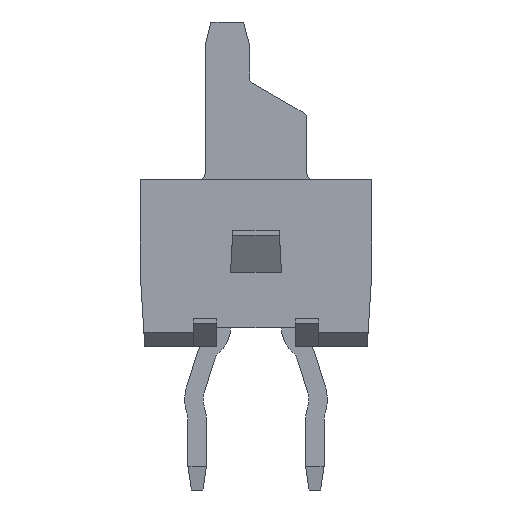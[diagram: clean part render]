
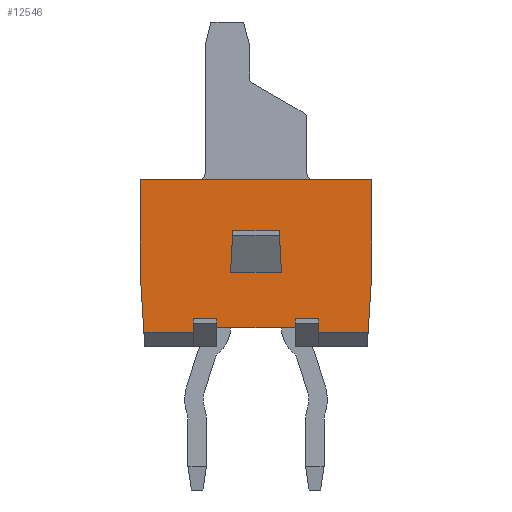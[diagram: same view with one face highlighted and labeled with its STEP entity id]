
A CAD part, front view. The second image highlights one B-rep face of the part: STEP entity #12546.
In plain terms, the highlighted face is planar.
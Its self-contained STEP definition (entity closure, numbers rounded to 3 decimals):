
#1132=ORIENTED_EDGE('',*,*,#3371,.T.);
#1133=ORIENTED_EDGE('',*,*,#3365,.T.);
#1134=ORIENTED_EDGE('',*,*,#3303,.F.);
#1135=ORIENTED_EDGE('',*,*,#3454,.T.);
#1136=ORIENTED_EDGE('',*,*,#3299,.F.);
#1137=ORIENTED_EDGE('',*,*,#3352,.F.);
#1138=ORIENTED_EDGE('',*,*,#3354,.T.);
#1139=ORIENTED_EDGE('',*,*,#3468,.T.);
#1140=ORIENTED_EDGE('',*,*,#3344,.F.);
#1141=ORIENTED_EDGE('',*,*,#3500,.F.);
#1142=ORIENTED_EDGE('',*,*,#3503,.F.);
#1143=ORIENTED_EDGE('',*,*,#3484,.T.);
#1144=ORIENTED_EDGE('',*,*,#3471,.T.);
#1145=ORIENTED_EDGE('',*,*,#3483,.T.);
#1146=ORIENTED_EDGE('',*,*,#3389,.T.);
#1147=ORIENTED_EDGE('',*,*,#3391,.T.);
#1148=ORIENTED_EDGE('',*,*,#3388,.F.);
#1149=ORIENTED_EDGE('',*,*,#3337,.F.);
#3299=EDGE_CURVE('',#4564,#4565,#5397,.T.);
#3303=EDGE_CURVE('',#4567,#4568,#5401,.T.);
#3337=EDGE_CURVE('',#4581,#4582,#5435,.T.);
#3344=EDGE_CURVE('',#4587,#4588,#5442,.T.);
#3352=EDGE_CURVE('',#4591,#4564,#5450,.T.);
#3354=EDGE_CURVE('',#4591,#4592,#5452,.T.);
#3365=EDGE_CURVE('',#4599,#4568,#5463,.T.);
#3371=EDGE_CURVE('',#4602,#4599,#5469,.T.);
#3388=EDGE_CURVE('',#4582,#4611,#5486,.T.);
#3389=EDGE_CURVE('',#4581,#4612,#5487,.T.);
#3391=EDGE_CURVE('',#4612,#4611,#5489,.T.);
#3454=EDGE_CURVE('',#4567,#4565,#5552,.T.);
#3468=EDGE_CURVE('',#4592,#4588,#5566,.T.);
#3471=EDGE_CURVE('',#4664,#4663,#5569,.T.);
#3483=EDGE_CURVE('',#4663,#4602,#5579,.T.);
#3484=EDGE_CURVE('',#4668,#4664,#5580,.T.);
#3500=EDGE_CURVE('',#4680,#4587,#5590,.T.);
#3503=EDGE_CURVE('',#4668,#4680,#5593,.T.);
#4564=VERTEX_POINT('',#16948);
#4565=VERTEX_POINT('',#16950);
#4567=VERTEX_POINT('',#16956);
#4568=VERTEX_POINT('',#16958);
#4581=VERTEX_POINT('',#17017);
#4582=VERTEX_POINT('',#17019);
#4587=VERTEX_POINT('',#17031);
#4588=VERTEX_POINT('',#17033);
#4591=VERTEX_POINT('',#17046);
#4592=VERTEX_POINT('',#17050);
#4599=VERTEX_POINT('',#17074);
#4602=VERTEX_POINT('',#17086);
#4611=VERTEX_POINT('',#17118);
#4612=VERTEX_POINT('',#17122);
#4663=VERTEX_POINT('',#17262);
#4664=VERTEX_POINT('',#17264);
#4668=VERTEX_POINT('',#17291);
#4680=VERTEX_POINT('',#17324);
#5397=LINE('',#16949,#6397);
#5401=LINE('',#16957,#6401);
#5435=LINE('',#17018,#6435);
#5442=LINE('',#17032,#6442);
#5450=LINE('',#17047,#6450);
#5452=LINE('',#17051,#6452);
#5463=LINE('',#17073,#6463);
#5469=LINE('',#17085,#6469);
#5486=LINE('',#17119,#6486);
#5487=LINE('',#17121,#6487);
#5489=LINE('',#17125,#6489);
#5552=LINE('',#17242,#6552);
#5566=LINE('',#17257,#6566);
#5569=LINE('',#17263,#6569);
#5579=LINE('',#17286,#6579);
#5580=LINE('',#17290,#6580);
#5590=LINE('',#17323,#6590);
#5593=LINE('',#17329,#6593);
#6397=VECTOR('',#14203,1000.);
#6401=VECTOR('',#14209,1000.);
#6435=VECTOR('',#14269,1000.);
#6442=VECTOR('',#14278,1000.);
#6450=VECTOR('',#14292,1000.);
#6452=VECTOR('',#14296,1000.);
#6463=VECTOR('',#14317,1000.);
#6469=VECTOR('',#14329,1000.);
#6486=VECTOR('',#14360,1000.);
#6487=VECTOR('',#14363,1000.);
#6489=VECTOR('',#14367,1000.);
#6552=VECTOR('',#14438,1000.);
#6566=VECTOR('',#14454,1000.);
#6569=VECTOR('',#14461,1000.);
#6579=VECTOR('',#14489,1000.);
#6580=VECTOR('',#14496,1000.);
#6590=VECTOR('',#14528,1000.);
#6593=VECTOR('',#14533,1000.);
#7366=EDGE_LOOP('',(#1132,#1133,#1134,#1135,#1136,#1137,#1138,#1139,#1140,
#1141,#1142,#1143,#1144,#1145));
#7367=EDGE_LOOP('',(#1146,#1147,#1148,#1149));
#7936=FACE_BOUND('',#7366,.T.);
#7937=FACE_BOUND('',#7367,.T.);
#8461=PLANE('',#13151);
#12546=ADVANCED_FACE('',(#7936,#7937),#8461,.F.);
#13151=AXIS2_PLACEMENT_3D('',#17328,#14531,#14532);
#14203=DIRECTION('',(0.,0.,-1.));
#14209=DIRECTION('',(0.,0.,1.));
#14269=DIRECTION('',(0.,1.,0.));
#14278=DIRECTION('',(0.,0.062,-0.998));
#14292=DIRECTION('',(0.,1.,0.));
#14296=DIRECTION('',(0.,0.,-1.));
#14317=DIRECTION('',(0.,-1.,0.));
#14329=DIRECTION('',(0.,0.,1.));
#14360=DIRECTION('',(0.,0.055,-0.998));
#14363=DIRECTION('',(0.,-0.055,-0.998));
#14367=DIRECTION('',(0.,1.,0.));
#14438=DIRECTION('',(0.,-1.,0.));
#14454=DIRECTION('',(0.,-1.,0.));
#14461=DIRECTION('',(0.,-0.062,-0.998));
#14489=DIRECTION('',(0.,-1.,0.));
#14496=DIRECTION('',(0.,0.,-1.));
#14528=DIRECTION('',(0.,0.,-1.));
#14531=DIRECTION('',(1.,0.,0.));
#14532=DIRECTION('',(0.,0.,-1.));
#14533=DIRECTION('',(0.,-1.,0.));
#16948=CARTESIAN_POINT('',(-7.365,-0.85,0.6));
#16949=CARTESIAN_POINT('',(-7.365,-0.85,0.6));
#16950=CARTESIAN_POINT('',(-7.365,-0.85,0.4));
#16956=CARTESIAN_POINT('',(-7.365,0.85,0.4));
#16957=CARTESIAN_POINT('',(-7.365,0.85,0.3));
#16958=CARTESIAN_POINT('',(-7.365,0.85,0.6));
#17017=CARTESIAN_POINT('',(-7.365,-0.5,2.5));
#17018=CARTESIAN_POINT('',(-7.365,-0.55,2.5));
#17019=CARTESIAN_POINT('',(-7.365,0.5,2.5));
#17031=CARTESIAN_POINT('',(-7.365,-2.5,1.6));
#17032=CARTESIAN_POINT('',(-7.365,-2.605,3.281));
#17033=CARTESIAN_POINT('',(-7.365,-2.419,0.3));
#17046=CARTESIAN_POINT('',(-7.365,-1.35,0.6));
#17047=CARTESIAN_POINT('',(-7.365,-1.35,0.6));
#17050=CARTESIAN_POINT('',(-7.365,-1.35,0.3));
#17051=CARTESIAN_POINT('',(-7.365,-1.35,0.6));
#17073=CARTESIAN_POINT('',(-7.365,1.35,0.6));
#17074=CARTESIAN_POINT('',(-7.365,1.35,0.6));
#17085=CARTESIAN_POINT('',(-7.365,1.35,0.3));
#17086=CARTESIAN_POINT('',(-7.365,1.35,0.3));
#17118=CARTESIAN_POINT('',(-7.365,0.55,1.6));
#17119=CARTESIAN_POINT('',(-7.365,0.5,2.5));
#17121=CARTESIAN_POINT('',(-7.365,-0.5,2.5));
#17122=CARTESIAN_POINT('',(-7.365,-0.55,1.6));
#17125=CARTESIAN_POINT('',(-7.365,-0.55,1.6));
#17242=CARTESIAN_POINT('',(-7.365,2.5,0.4));
#17257=CARTESIAN_POINT('',(-7.365,2.5,0.3));
#17262=CARTESIAN_POINT('',(-7.365,2.419,0.3));
#17263=CARTESIAN_POINT('',(-7.365,2.625,3.592));
#17264=CARTESIAN_POINT('',(-7.365,2.5,1.6));
#17286=CARTESIAN_POINT('',(-7.365,2.5,0.3));
#17290=CARTESIAN_POINT('',(-7.365,2.5,3.6));
#17291=CARTESIAN_POINT('',(-7.365,2.5,3.6));
#17323=CARTESIAN_POINT('',(-7.365,-2.5,3.6));
#17324=CARTESIAN_POINT('',(-7.365,-2.5,3.6));
#17328=CARTESIAN_POINT('',(-7.365,2.5,3.6));
#17329=CARTESIAN_POINT('',(-7.365,2.5,3.6));
